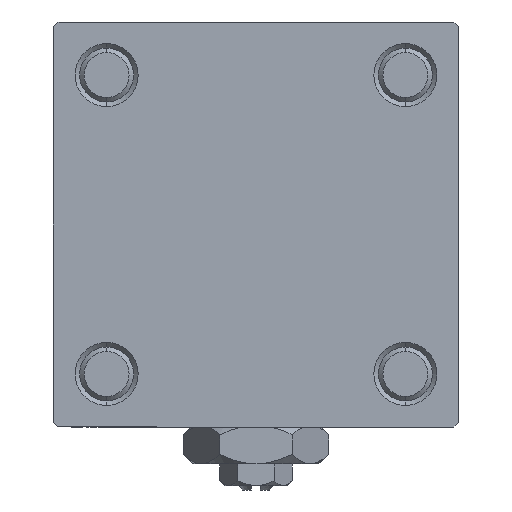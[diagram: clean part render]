
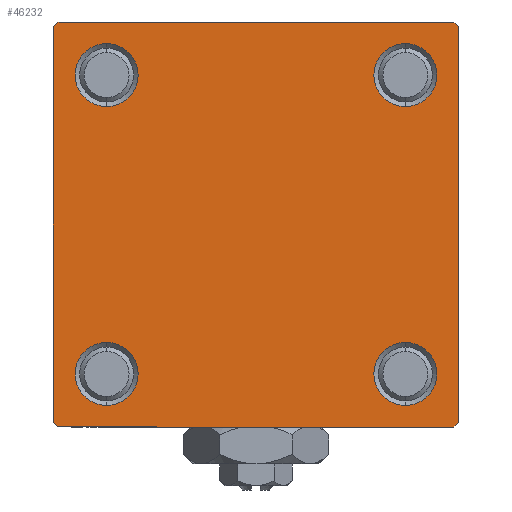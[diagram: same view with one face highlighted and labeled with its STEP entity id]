
A CAD part, left-side view. The second image highlights one B-rep face of the part: STEP entity #46232.
In plain terms, the highlighted planar face has unit normal (-1, 0, 0).
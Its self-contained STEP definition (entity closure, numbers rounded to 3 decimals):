
#368 = CIRCLE ( 'NONE', #32427, 3.5 ) ;
#416 = VERTEX_POINT ( 'NONE', #10355 ) ;
#500 = EDGE_CURVE ( 'NONE', #10488, #10277, #11394, .T. ) ;
#571 = CARTESIAN_POINT ( 'NONE',  ( 0., -16.6, -16.6 ) ) ;
#821 = EDGE_CURVE ( 'NONE', #28688, #45174, #11308, .T. ) ;
#1277 = VECTOR ( 'NONE', #43403, 1000. ) ;
#1580 = VERTEX_POINT ( 'NONE', #3007 ) ;
#1656 = EDGE_CURVE ( 'NONE', #15367, #46846, #368, .T. ) ;
#2063 = CARTESIAN_POINT ( 'NONE',  ( 0., -22., -22.5 ) ) ;
#2175 = ORIENTED_EDGE ( 'NONE', *, *, #33266, .T. ) ;
#3007 = CARTESIAN_POINT ( 'NONE',  ( 0., -16.6, 20.1 ) ) ;
#4212 = ORIENTED_EDGE ( 'NONE', *, *, #11567, .T. ) ;
#4532 = LINE ( 'NONE', #17212, #14816 ) ;
#4721 = FACE_OUTER_BOUND ( 'NONE', #29650, .T. ) ;
#4832 = CARTESIAN_POINT ( 'NONE',  ( 0., -16.6, -16.6 ) ) ;
#4859 = EDGE_CURVE ( 'NONE', #28066, #416, #8964, .T. ) ;
#4978 = FACE_BOUND ( 'NONE', #33227, .T. ) ;
#5212 = VERTEX_POINT ( 'NONE', #7304 ) ;
#5499 = DIRECTION ( 'NONE',  ( -1., 0., 0. ) ) ;
#5773 = EDGE_CURVE ( 'NONE', #15454, #35513, #4532, .T. ) ;
#6891 = EDGE_CURVE ( 'NONE', #28066, #33538, #27688, .T. ) ;
#7049 = CARTESIAN_POINT ( 'NONE',  ( 0., -16.6, 16.6 ) ) ;
#7304 = CARTESIAN_POINT ( 'NONE',  ( 0., -22.5, 22. ) ) ;
#7773 = DIRECTION ( 'NONE',  ( 0., -1., 0. ) ) ;
#8964 = LINE ( 'NONE', #24844, #32497 ) ;
#8998 = CIRCLE ( 'NONE', #28447, 3.5 ) ;
#9066 = CIRCLE ( 'NONE', #51194, 3.5 ) ;
#9178 = EDGE_CURVE ( 'NONE', #1580, #37404, #9066, .T. ) ;
#10277 = VERTEX_POINT ( 'NONE', #11358 ) ;
#10355 = CARTESIAN_POINT ( 'NONE',  ( 0., 22.5, 22. ) ) ;
#10488 = VERTEX_POINT ( 'NONE', #26385 ) ;
#10812 = CARTESIAN_POINT ( 'NONE',  ( 0., 16.6, 16.6 ) ) ;
#10921 = EDGE_CURVE ( 'NONE', #5212, #35513, #11200, .T. ) ;
#11200 = LINE ( 'NONE', #36283, #1277 ) ;
#11308 = CIRCLE ( 'NONE', #51730, 3.5 ) ;
#11358 = CARTESIAN_POINT ( 'NONE',  ( 0., 22., -22.5 ) ) ;
#11394 = LINE ( 'NONE', #23561, #45004 ) ;
#11567 = EDGE_CURVE ( 'NONE', #17808, #19697, #13100, .T. ) ;
#11695 = CARTESIAN_POINT ( 'NONE',  ( 0., -22., 22.5 ) ) ;
#12670 = DIRECTION ( 'NONE',  ( 0., 0., 1. ) ) ;
#13100 = CIRCLE ( 'NONE', #42594, 3.5 ) ;
#13717 = FACE_BOUND ( 'NONE', #28188, .T. ) ;
#13789 = CARTESIAN_POINT ( 'NONE',  ( 0., -16.6, -13.1 ) ) ;
#14554 = CARTESIAN_POINT ( 'NONE',  ( 0., -16.6, 16.6 ) ) ;
#14816 = VECTOR ( 'NONE', #33307, 1000. ) ;
#15045 = DIRECTION ( 'NONE',  ( 0., 0., 1. ) ) ;
#15106 = EDGE_CURVE ( 'NONE', #37404, #1580, #8998, .T. ) ;
#15280 = DIRECTION ( 'NONE',  ( 0., -1., 0. ) ) ;
#15367 = VERTEX_POINT ( 'NONE', #30081 ) ;
#15454 = VERTEX_POINT ( 'NONE', #2063 ) ;
#15706 = ORIENTED_EDGE ( 'NONE', *, *, #500, .T. ) ;
#15714 = LINE ( 'NONE', #43425, #27175 ) ;
#16627 = EDGE_CURVE ( 'NONE', #5212, #33538, #48179, .T. ) ;
#16961 = DIRECTION ( 'NONE',  ( 0., 0., 1. ) ) ;
#16980 = ORIENTED_EDGE ( 'NONE', *, *, #821, .T. ) ;
#17212 = CARTESIAN_POINT ( 'NONE',  ( 0., -22.25, -22.25 ) ) ;
#17408 = PLANE ( 'NONE',  #19317 ) ;
#17808 = VERTEX_POINT ( 'NONE', #19373 ) ;
#18719 = CARTESIAN_POINT ( 'NONE',  ( 0., 22.5, 22.5 ) ) ;
#19317 = AXIS2_PLACEMENT_3D ( 'NONE', #29828, #5499, #12670 ) ;
#19373 = CARTESIAN_POINT ( 'NONE',  ( 0., 16.6, -20.1 ) ) ;
#19517 = DIRECTION ( 'NONE',  ( 0., 0., 1. ) ) ;
#19552 = DIRECTION ( 'NONE',  ( 0., 0., 1. ) ) ;
#19697 = VERTEX_POINT ( 'NONE', #38201 ) ;
#20236 = CARTESIAN_POINT ( 'NONE',  ( 0., 16.6, 20.1 ) ) ;
#20276 = EDGE_CURVE ( 'NONE', #46846, #15367, #27761, .T. ) ;
#21083 = EDGE_LOOP ( 'NONE', ( #28238, #31528 ) ) ;
#21199 = ORIENTED_EDGE ( 'NONE', *, *, #6891, .F. ) ;
#21377 = FACE_BOUND ( 'NONE', #37759, .T. ) ;
#23416 = ORIENTED_EDGE ( 'NONE', *, *, #24634, .T. ) ;
#23561 = CARTESIAN_POINT ( 'NONE',  ( 0., 22.25, -22.25 ) ) ;
#23799 = VECTOR ( 'NONE', #7773, 1000. ) ;
#24634 = EDGE_CURVE ( 'NONE', #19697, #17808, #37897, .T. ) ;
#24776 = CIRCLE ( 'NONE', #51715, 3.5 ) ;
#24844 = CARTESIAN_POINT ( 'NONE',  ( 0., 22.25, 22.25 ) ) ;
#26385 = CARTESIAN_POINT ( 'NONE',  ( 0., 22.5, -22. ) ) ;
#26914 = CARTESIAN_POINT ( 'NONE',  ( 0., 16.6, 16.6 ) ) ;
#27175 = VECTOR ( 'NONE', #27864, 1000. ) ;
#27566 = DIRECTION ( 'NONE',  ( 0., 0., 1. ) ) ;
#27688 = LINE ( 'NONE', #18719, #51079 ) ;
#27761 = CIRCLE ( 'NONE', #49627, 3.5 ) ;
#27864 = DIRECTION ( 'NONE',  ( 0., 0., -1. ) ) ;
#27873 = CARTESIAN_POINT ( 'NONE',  ( 0., 22.5, -22.5 ) ) ;
#28066 = VERTEX_POINT ( 'NONE', #42810 ) ;
#28188 = EDGE_LOOP ( 'NONE', ( #28491, #42515 ) ) ;
#28238 = ORIENTED_EDGE ( 'NONE', *, *, #9178, .T. ) ;
#28447 = AXIS2_PLACEMENT_3D ( 'NONE', #14554, #38579, #19552 ) ;
#28491 = ORIENTED_EDGE ( 'NONE', *, *, #20276, .T. ) ;
#28688 = VERTEX_POINT ( 'NONE', #49557 ) ;
#29650 = EDGE_LOOP ( 'NONE', ( #33034, #15706, #2175, #31231, #40452, #39525, #21199, #51971 ) ) ;
#29828 = CARTESIAN_POINT ( 'NONE',  ( 0., 0., 0. ) ) ;
#30081 = CARTESIAN_POINT ( 'NONE',  ( 0., -16.6, -20.1 ) ) ;
#31231 = ORIENTED_EDGE ( 'NONE', *, *, #5773, .T. ) ;
#31273 = DIRECTION ( 'NONE',  ( 1., 0., 0. ) ) ;
#31528 = ORIENTED_EDGE ( 'NONE', *, *, #15106, .T. ) ;
#32427 = AXIS2_PLACEMENT_3D ( 'NONE', #4832, #48923, #48658 ) ;
#32497 = VECTOR ( 'NONE', #44634, 1000. ) ;
#32879 = DIRECTION ( 'NONE',  ( 0., 0.707, 0.707 ) ) ;
#33034 = ORIENTED_EDGE ( 'NONE', *, *, #35044, .T. ) ;
#33227 = EDGE_LOOP ( 'NONE', ( #23416, #4212 ) ) ;
#33266 = EDGE_CURVE ( 'NONE', #10277, #15454, #43696, .T. ) ;
#33307 = DIRECTION ( 'NONE',  ( 0., -0.707, 0.707 ) ) ;
#33451 = CARTESIAN_POINT ( 'NONE',  ( 0., -16.6, 13.1 ) ) ;
#33538 = VERTEX_POINT ( 'NONE', #11695 ) ;
#33967 = CARTESIAN_POINT ( 'NONE',  ( 0., -22.5, -22. ) ) ;
#35044 = EDGE_CURVE ( 'NONE', #416, #10488, #15714, .T. ) ;
#35359 = DIRECTION ( 'NONE',  ( 1., 0., 0. ) ) ;
#35513 = VERTEX_POINT ( 'NONE', #33967 ) ;
#36283 = CARTESIAN_POINT ( 'NONE',  ( 0., -22.5, 22.5 ) ) ;
#37404 = VERTEX_POINT ( 'NONE', #33451 ) ;
#37759 = EDGE_LOOP ( 'NONE', ( #41119, #16980 ) ) ;
#37897 = CIRCLE ( 'NONE', #42110, 3.5 ) ;
#37902 = EDGE_CURVE ( 'NONE', #45174, #28688, #24776, .T. ) ;
#38201 = CARTESIAN_POINT ( 'NONE',  ( 0., 16.6, -13.1 ) ) ;
#38505 = DIRECTION ( 'NONE',  ( 1., 0., 0. ) ) ;
#38551 = DIRECTION ( 'NONE',  ( 1., 0., 0. ) ) ;
#38579 = DIRECTION ( 'NONE',  ( 1., 0., 0. ) ) ;
#39068 = CARTESIAN_POINT ( 'NONE',  ( 0., 16.6, -16.6 ) ) ;
#39525 = ORIENTED_EDGE ( 'NONE', *, *, #16627, .T. ) ;
#39655 = DIRECTION ( 'NONE',  ( 0., -0.707, -0.707 ) ) ;
#40260 = VECTOR ( 'NONE', #32879, 1000. ) ;
#40452 = ORIENTED_EDGE ( 'NONE', *, *, #10921, .F. ) ;
#41119 = ORIENTED_EDGE ( 'NONE', *, *, #37902, .T. ) ;
#41757 = DIRECTION ( 'NONE',  ( 1., 0., 0. ) ) ;
#42110 = AXIS2_PLACEMENT_3D ( 'NONE', #47608, #31273, #27566 ) ;
#42515 = ORIENTED_EDGE ( 'NONE', *, *, #1656, .T. ) ;
#42594 = AXIS2_PLACEMENT_3D ( 'NONE', #39068, #51177, #19517 ) ;
#42810 = CARTESIAN_POINT ( 'NONE',  ( 0., 22., 22.5 ) ) ;
#43403 = DIRECTION ( 'NONE',  ( 0., 0., -1. ) ) ;
#43425 = CARTESIAN_POINT ( 'NONE',  ( 0., 22.5, 22.5 ) ) ;
#43515 = DIRECTION ( 'NONE',  ( 0., 0., 1. ) ) ;
#43696 = LINE ( 'NONE', #27873, #23799 ) ;
#44634 = DIRECTION ( 'NONE',  ( 0., 0.707, -0.707 ) ) ;
#44754 = CARTESIAN_POINT ( 'NONE',  ( 0., -22.25, 22.25 ) ) ;
#45004 = VECTOR ( 'NONE', #39655, 1000. ) ;
#45174 = VERTEX_POINT ( 'NONE', #20236 ) ;
#45643 = FACE_BOUND ( 'NONE', #21083, .T. ) ;
#46232 = ADVANCED_FACE ( 'NONE', ( #45643, #13717, #4978, #21377, #4721 ), #17408, .T. ) ;
#46846 = VERTEX_POINT ( 'NONE', #13789 ) ;
#46917 = DIRECTION ( 'NONE',  ( 0., 0., 1. ) ) ;
#47608 = CARTESIAN_POINT ( 'NONE',  ( 0., 16.6, -16.6 ) ) ;
#48179 = LINE ( 'NONE', #44754, #40260 ) ;
#48658 = DIRECTION ( 'NONE',  ( 0., 0., 1. ) ) ;
#48923 = DIRECTION ( 'NONE',  ( 1., 0., 0. ) ) ;
#49557 = CARTESIAN_POINT ( 'NONE',  ( 0., 16.6, 13.1 ) ) ;
#49627 = AXIS2_PLACEMENT_3D ( 'NONE', #571, #41757, #16961 ) ;
#51079 = VECTOR ( 'NONE', #15280, 1000. ) ;
#51177 = DIRECTION ( 'NONE',  ( 1., 0., 0. ) ) ;
#51194 = AXIS2_PLACEMENT_3D ( 'NONE', #7049, #38505, #46917 ) ;
#51715 = AXIS2_PLACEMENT_3D ( 'NONE', #26914, #35359, #43515 ) ;
#51730 = AXIS2_PLACEMENT_3D ( 'NONE', #10812, #38551, #15045 ) ;
#51971 = ORIENTED_EDGE ( 'NONE', *, *, #4859, .T. ) ;
